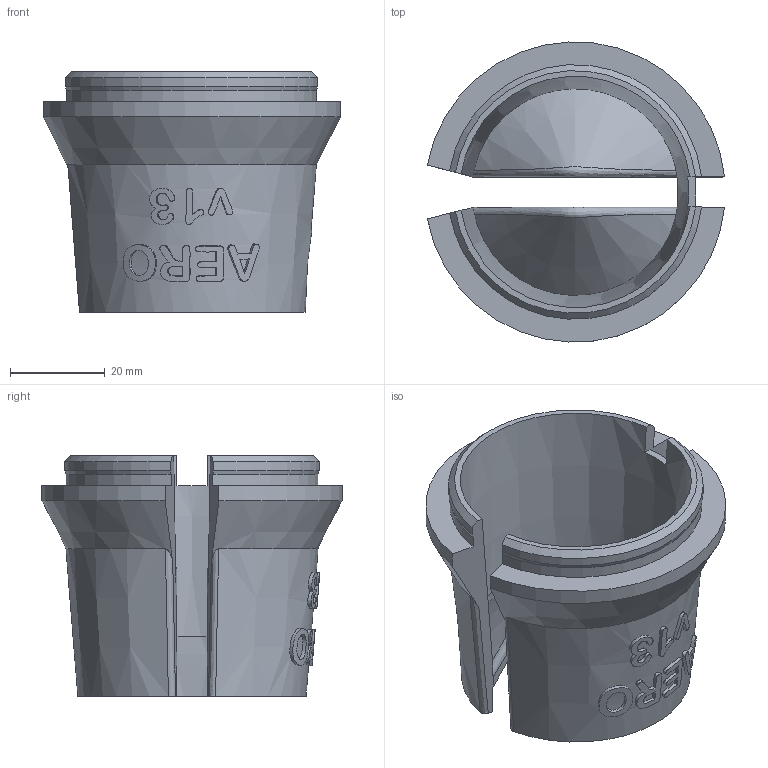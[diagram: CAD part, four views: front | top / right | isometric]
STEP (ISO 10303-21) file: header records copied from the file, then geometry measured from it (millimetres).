
FILE_DESCRIPTION(/* description */ (''),/* implementation_level */ '2;1');
FILE_NAME(/* name */ 'Aerodynamic Net Pot 2-in Riser for Shallow Channel v10.step',/* time_stamp */ '2025-06-16T01:30:47-07:00',/* author */ (''),/* organization */ (''),/* preprocessor_version */ 'ST-DEVELOPER v20.1',/* originating_system */ 'Autodesk Translation Framework v14.10.0.0',/* authorisation */ '');
FILE_SCHEMA (('AUTOMOTIVE_DESIGN { 1 0 10303 214 3 1 1 }'));
Length unit declared in the file: inch
Products named in the file (1): Aerodynamic Net Pot 2-in Riser for Shallow Channel
Bounding box: 62.83 x 63.44 x 50.8 mm (x, y, z)
Volume: 34612.2 mm3; surface area: 20461.9 mm2
Topology: 1 solids, 1 shells, 64 faces, 158 edges, 106 vertices
Faces by surface type: cone 22, bspline 22, plane 12, cylinder 8
Entity records: 5198 total; most frequent: CARTESIAN_POINT 3840, ORIENTED_EDGE 316, DIRECTION 198, EDGE_CURVE 158, VERTEX_POINT 106, EDGE_LOOP 74, AXIS2_PLACEMENT_3D 71, FACE_OUTER_BOUND 64
